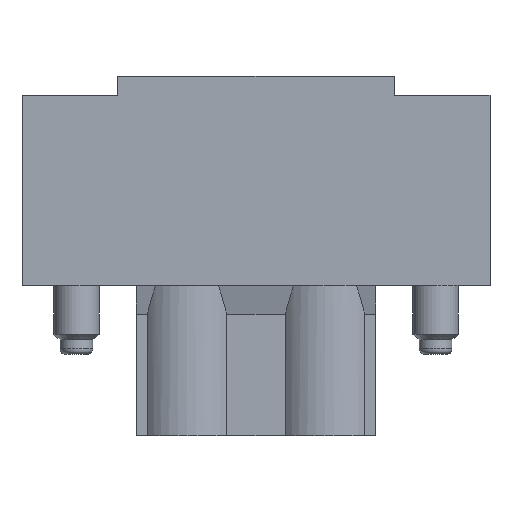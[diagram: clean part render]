
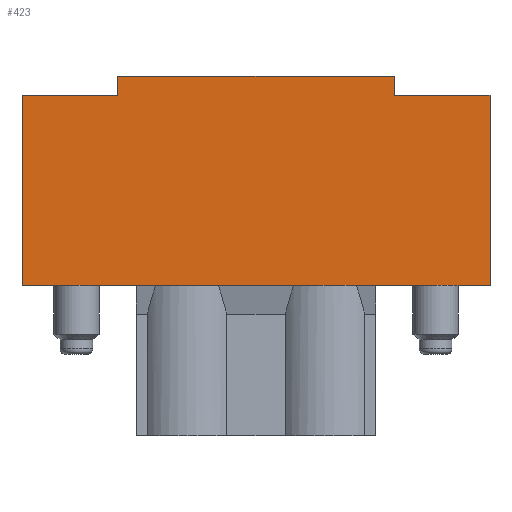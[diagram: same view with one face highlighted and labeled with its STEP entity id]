
A CAD part, front view. The second image highlights one B-rep face of the part: STEP entity #423.
In plain terms, the highlighted planar face has unit normal (0, -1, 0).
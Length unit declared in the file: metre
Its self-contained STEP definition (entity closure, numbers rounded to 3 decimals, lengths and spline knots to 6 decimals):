
#423=ADVANCED_FACE('',(#902),#903,.T.);
#902=FACE_OUTER_BOUND('',#1421,.T.);
#903=PLANE('',#1422);
#1421=EDGE_LOOP('',(#2568,#2569,#2570,#2571,#2572,#2573,#2574,#2575));
#1422=AXIS2_PLACEMENT_3D('',#2576,#2577,#2578);
#2568=ORIENTED_EDGE('',*,*,#3368,.F.);
#2569=ORIENTED_EDGE('',*,*,#2942,.T.);
#2570=ORIENTED_EDGE('',*,*,#3343,.T.);
#2571=ORIENTED_EDGE('',*,*,#3369,.T.);
#2572=ORIENTED_EDGE('',*,*,#3370,.T.);
#2573=ORIENTED_EDGE('',*,*,#3371,.F.);
#2574=ORIENTED_EDGE('',*,*,#3136,.F.);
#2575=ORIENTED_EDGE('',*,*,#3372,.F.);
#2576=CARTESIAN_POINT('',(0.08376,0.,-0.0083));
#2577=DIRECTION('',(0.,-1.0,0.));
#2578=DIRECTION('',(0.0,0.,-1.0));
#2942=EDGE_CURVE('',#3485,#3489,#3491,.T.);
#3136=EDGE_CURVE('',#3815,#3817,#3818,.T.);
#3343=EDGE_CURVE('',#3489,#4098,#4100,.T.);
#3368=EDGE_CURVE('',#3485,#4131,#4132,.T.);
#3369=EDGE_CURVE('',#4098,#4133,#4134,.T.);
#3370=EDGE_CURVE('',#4133,#4135,#4136,.T.);
#3371=EDGE_CURVE('',#3817,#4135,#4137,.T.);
#3372=EDGE_CURVE('',#4131,#3815,#4138,.T.);
#3485=VERTEX_POINT('',#4275);
#3489=VERTEX_POINT('',#4281);
#3491=LINE('',#4284,#4285);
#3815=VERTEX_POINT('',#4733);
#3817=VERTEX_POINT('',#4736);
#3818=LINE('',#4737,#4738);
#4098=VERTEX_POINT('',#5139);
#4100=LINE('',#5142,#5143);
#4131=VERTEX_POINT('',#5189);
#4132=LINE('',#5190,#5191);
#4133=VERTEX_POINT('',#5192);
#4134=LINE('',#5193,#5194);
#4135=VERTEX_POINT('',#5195);
#4136=LINE('',#5196,#5197);
#4137=LINE('',#5198,#5199);
#4138=LINE('',#5200,#5201);
#4275=CARTESIAN_POINT('',(0.08149,0.,-0.01985));
#4281=CARTESIAN_POINT('',(0.08149,0.,-0.00935));
#4284=CARTESIAN_POINT('',(0.08149,0.,-0.01042));
#4285=VECTOR('',#5325,1.0);
#4733=CARTESIAN_POINT('',(0.05567,0.,-0.00935));
#4736=CARTESIAN_POINT('',(0.06096,0.,-0.00935));
#4737=CARTESIAN_POINT('',(0.059968,0.,-0.00935));
#4738=VECTOR('',#5555,1.0);
#5139=CARTESIAN_POINT('',(0.0762,0.,-0.00935));
#5142=CARTESIAN_POINT('',(0.077192,0.,-0.00935));
#5143=VECTOR('',#5746,1.0);
#5189=CARTESIAN_POINT('',(0.05567,0.,-0.01985));
#5190=CARTESIAN_POINT('',(0.08376,0.,-0.01985));
#5191=VECTOR('',#5765,1.0);
#5192=CARTESIAN_POINT('',(0.0762,0.0,-0.0083));
#5193=CARTESIAN_POINT('',(0.0762,0.0,-0.0083));
#5194=VECTOR('',#5766,1.0);
#5195=CARTESIAN_POINT('',(0.06096,0.0,-0.0083));
#5196=CARTESIAN_POINT('',(0.08376,0.,-0.0083));
#5197=VECTOR('',#5767,1.0);
#5198=CARTESIAN_POINT('',(0.06096,0.0,-0.0083));
#5199=VECTOR('',#5768,1.0);
#5200=CARTESIAN_POINT('',(0.05567,0.,-0.01042));
#5201=VECTOR('',#5769,1.0);
#5325=DIRECTION('',(0.,0.0,1.0));
#5555=DIRECTION('',(1.0,0.0,0.));
#5746=DIRECTION('',(-1.0,0.0,0.));
#5765=DIRECTION('',(-1.0,0.,0.));
#5766=DIRECTION('',(0.,0.,1.0));
#5767=DIRECTION('',(-1.0,0.,0.));
#5768=DIRECTION('',(0.,0.,1.0));
#5769=DIRECTION('',(0.,0.0,1.0));
